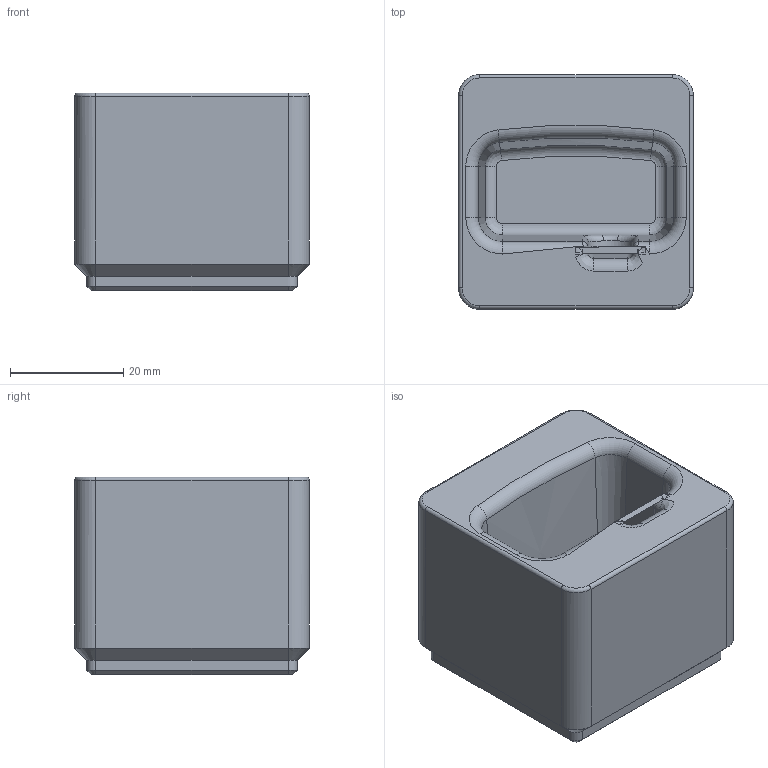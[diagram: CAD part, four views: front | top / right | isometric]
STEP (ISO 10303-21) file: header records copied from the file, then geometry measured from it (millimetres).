
FILE_DESCRIPTION(('FreeCAD Model'),'2;1');
FILE_NAME('Open CASCADE Shape Model','2023-05-12T22:12:03',(''),(''), 'Open CASCADE STEP processor 7.6','FreeCAD','Unknown');
FILE_SCHEMA(('AUTOMOTIVE_DESIGN { 1 0 10303 214 1 1 1 1 }'));
Length unit declared in the file: millimetre
Products named in the file (1): holder
Bounding box: 41.5 x 41.5 x 35 mm (x, y, z)
Volume: 40115.9 mm3; surface area: 11628.5 mm2
Topology: 1 solids, 1 shells, 120 faces, 271 edges, 160 vertices
Faces by surface type: cylinder 47, plane 34, cone 17, torus 13, bspline 5, revolution 4
Entity records: 9189 total; most frequent: CARTESIAN_POINT 3498, DIRECTION 1010, ORIENTED_EDGE 544, PCURVE 544, DEFINITIONAL_REPRESENTATION 544, LINE 459, VECTOR 459, EDGE_CURVE 272
